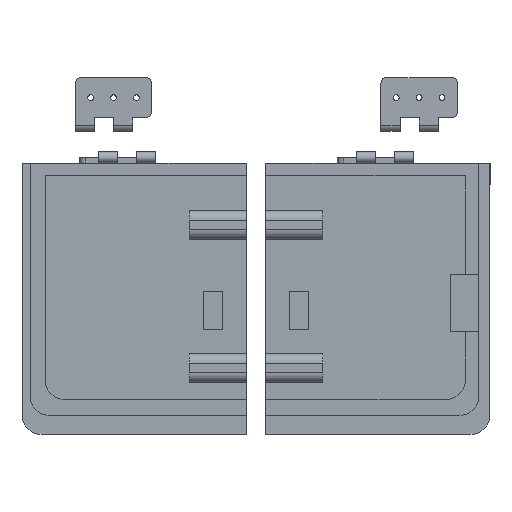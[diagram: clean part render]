
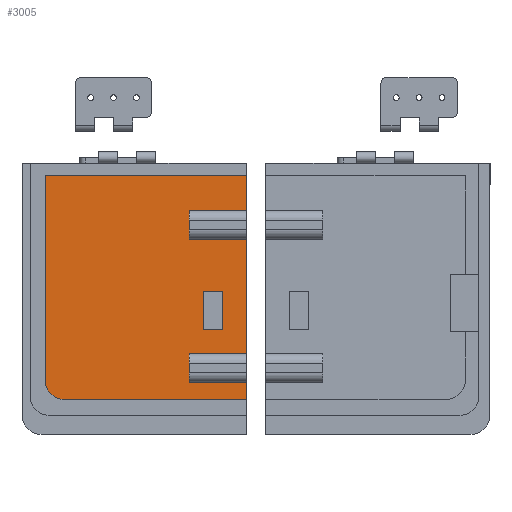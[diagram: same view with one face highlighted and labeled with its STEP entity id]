
A CAD part, top view. The second image highlights one B-rep face of the part: STEP entity #3005.
In plain terms, the highlighted face is planar.
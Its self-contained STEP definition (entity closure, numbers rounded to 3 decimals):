
#46=FACE_BOUND('',#433,.T.);
#134=PLANE('',#3269);
#264=FACE_OUTER_BOUND('',#432,.T.);
#432=EDGE_LOOP('',(#2521,#2522,#2523,#2524,#2525,#2526,#2527,#2528,#2529,
#2530,#2531,#2532,#2533));
#433=EDGE_LOOP('',(#2534,#2535,#2536,#2537));
#682=LINE('',#4763,#991);
#688=LINE('',#4781,#997);
#691=LINE('',#4788,#1000);
#701=LINE('',#4815,#1010);
#702=LINE('',#4817,#1011);
#703=LINE('',#4823,#1012);
#716=LINE('',#4857,#1025);
#719=LINE('',#4862,#1028);
#722=LINE('',#4883,#1031);
#727=LINE('',#4892,#1036);
#728=LINE('',#4894,#1037);
#729=LINE('',#4896,#1038);
#730=LINE('',#4898,#1039);
#731=LINE('',#4900,#1040);
#732=LINE('',#4901,#1041);
#733=LINE('',#4902,#1042);
#991=VECTOR('',#3843,10.);
#997=VECTOR('',#3859,10.);
#1000=VECTOR('',#3864,10.);
#1010=VECTOR('',#3890,10.);
#1011=VECTOR('',#3893,10.);
#1012=VECTOR('',#3898,10.);
#1025=VECTOR('',#3931,10.);
#1028=VECTOR('',#3936,10.);
#1031=VECTOR('',#3949,10.);
#1036=VECTOR('',#3958,10.);
#1037=VECTOR('',#3961,10.);
#1038=VECTOR('',#3964,10.);
#1039=VECTOR('',#3965,10.);
#1040=VECTOR('',#3966,10.);
#1041=VECTOR('',#3967,10.);
#1042=VECTOR('',#3968,10.);
#1199=CIRCLE('',#3258,10.);
#1417=VERTEX_POINT('',#4761);
#1418=VERTEX_POINT('',#4762);
#1424=VERTEX_POINT('',#4778);
#1426=VERTEX_POINT('',#4784);
#1428=VERTEX_POINT('',#4787);
#1436=VERTEX_POINT('',#4811);
#1437=VERTEX_POINT('',#4813);
#1439=VERTEX_POINT('',#4821);
#1440=VERTEX_POINT('',#4822);
#1449=VERTEX_POINT('',#4850);
#1450=VERTEX_POINT('',#4851);
#1451=VERTEX_POINT('',#4856);
#1452=VERTEX_POINT('',#4860);
#1456=VERTEX_POINT('',#4881);
#1458=VERTEX_POINT('',#4890);
#1459=VERTEX_POINT('',#4897);
#1460=VERTEX_POINT('',#4899);
#1780=EDGE_CURVE('',#1417,#1418,#682,.T.);
#1789=EDGE_CURVE('',#1424,#1417,#688,.T.);
#1792=EDGE_CURVE('',#1426,#1428,#691,.T.);
#1806=EDGE_CURVE('',#1437,#1436,#701,.T.);
#1807=EDGE_CURVE('',#1428,#1437,#702,.T.);
#1809=EDGE_CURVE('',#1439,#1440,#703,.T.);
#1823=EDGE_CURVE('',#1449,#1450,#1199,.T.);
#1826=EDGE_CURVE('',#1450,#1451,#716,.T.);
#1829=EDGE_CURVE('',#1451,#1452,#719,.T.);
#1835=EDGE_CURVE('',#1456,#1439,#722,.T.);
#1840=EDGE_CURVE('',#1440,#1458,#727,.T.);
#1841=EDGE_CURVE('',#1456,#1458,#728,.T.);
#1842=EDGE_CURVE('',#1452,#1426,#729,.T.);
#1843=EDGE_CURVE('',#1459,#1449,#730,.T.);
#1844=EDGE_CURVE('',#1460,#1459,#731,.T.);
#1845=EDGE_CURVE('',#1418,#1460,#732,.T.);
#1846=EDGE_CURVE('',#1436,#1424,#733,.T.);
#2521=ORIENTED_EDGE('',*,*,#1842,.F.);
#2522=ORIENTED_EDGE('',*,*,#1829,.F.);
#2523=ORIENTED_EDGE('',*,*,#1826,.F.);
#2524=ORIENTED_EDGE('',*,*,#1823,.F.);
#2525=ORIENTED_EDGE('',*,*,#1843,.F.);
#2526=ORIENTED_EDGE('',*,*,#1844,.F.);
#2527=ORIENTED_EDGE('',*,*,#1845,.F.);
#2528=ORIENTED_EDGE('',*,*,#1780,.F.);
#2529=ORIENTED_EDGE('',*,*,#1789,.F.);
#2530=ORIENTED_EDGE('',*,*,#1846,.F.);
#2531=ORIENTED_EDGE('',*,*,#1806,.F.);
#2532=ORIENTED_EDGE('',*,*,#1807,.F.);
#2533=ORIENTED_EDGE('',*,*,#1792,.F.);
#2534=ORIENTED_EDGE('',*,*,#1840,.F.);
#2535=ORIENTED_EDGE('',*,*,#1809,.F.);
#2536=ORIENTED_EDGE('',*,*,#1835,.F.);
#2537=ORIENTED_EDGE('',*,*,#1841,.T.);
#3005=ADVANCED_FACE('',(#264,#46),#134,.T.);
#3258=AXIS2_PLACEMENT_3D('',#4852,#3925,#3926);
#3269=AXIS2_PLACEMENT_3D('',#4895,#3962,#3963);
#3843=DIRECTION('',(0.,0.,-1.));
#3859=DIRECTION('',(0.,-1.,0.));
#3864=DIRECTION('',(0.,-1.,0.));
#3890=DIRECTION('',(0.,1.,0.));
#3893=DIRECTION('',(0.,0.,-1.));
#3898=DIRECTION('',(0.,0.,-1.));
#3925=DIRECTION('center_axis',(-1.,0.,0.));
#3926=DIRECTION('ref_axis',(0.,-1.,0.));
#3931=DIRECTION('',(0.,0.,1.));
#3936=DIRECTION('',(0.,1.,0.));
#3949=DIRECTION('',(0.,-1.,0.));
#3958=DIRECTION('',(0.,1.,0.));
#3961=DIRECTION('',(0.,0.,-1.));
#3962=DIRECTION('center_axis',(1.,0.,0.));
#3963=DIRECTION('ref_axis',(0.,1.,0.));
#3964=DIRECTION('',(0.,0.,-1.));
#3965=DIRECTION('',(0.,-1.,0.));
#3966=DIRECTION('',(0.,0.,-1.));
#3967=DIRECTION('',(0.,1.,0.));
#3968=DIRECTION('',(0.,0.,-1.));
#4761=CARTESIAN_POINT('',(-9.404,-9.589,-81.696));
#4762=CARTESIAN_POINT('',(-9.404,-9.589,-96.696));
#4763=CARTESIAN_POINT('',(-9.404,-9.589,-68.131));
#4778=CARTESIAN_POINT('',(-9.404,20.411,-81.696));
#4781=CARTESIAN_POINT('',(-9.404,20.211,-81.696));
#4784=CARTESIAN_POINT('',(-9.404,20.411,-6.696));
#4787=CARTESIAN_POINT('',(-9.404,-9.589,-6.696));
#4788=CARTESIAN_POINT('',(-9.404,20.211,-6.696));
#4811=CARTESIAN_POINT('',(-9.404,20.411,-21.696));
#4813=CARTESIAN_POINT('',(-9.404,-9.589,-21.696));
#4815=CARTESIAN_POINT('',(-9.404,20.211,-21.696));
#4817=CARTESIAN_POINT('',(-9.404,-9.589,-30.631));
#4821=CARTESIAN_POINT('',(-9.404,-2.089,-49.196));
#4822=CARTESIAN_POINT('',(-9.404,-2.089,-69.196));
#4823=CARTESIAN_POINT('',(-9.404,-2.089,-53.131));
#4850=CARTESIAN_POINT('',(-9.404,-74.988,-105.566));
#4851=CARTESIAN_POINT('',(-9.404,-84.988,-95.566));
#4852=CARTESIAN_POINT('Origin',(-9.404,-74.988,-95.566));
#4856=CARTESIAN_POINT('',(-9.404,-84.988,11.434));
#4857=CARTESIAN_POINT('',(-9.404,-84.988,-71.316));
#4860=CARTESIAN_POINT('',(-9.404,20.411,11.434));
#4862=CARTESIAN_POINT('',(-9.404,-32.488,11.434));
#4881=CARTESIAN_POINT('',(-9.404,7.911,-49.196));
#4883=CARTESIAN_POINT('',(-9.404,20.211,-49.196));
#4890=CARTESIAN_POINT('',(-9.404,7.911,-69.196));
#4892=CARTESIAN_POINT('',(-9.404,20.211,-69.196));
#4894=CARTESIAN_POINT('',(-9.404,7.911,-49.196));
#4895=CARTESIAN_POINT('Origin',(-9.404,20.012,-47.066));
#4896=CARTESIAN_POINT('',(-9.404,20.411,-49.959));
#4897=CARTESIAN_POINT('',(-9.404,20.411,-105.566));
#4898=CARTESIAN_POINT('',(-9.404,67.512,-105.566));
#4899=CARTESIAN_POINT('',(-9.404,20.411,-96.696));
#4900=CARTESIAN_POINT('',(-9.404,20.411,-49.959));
#4901=CARTESIAN_POINT('',(-9.404,20.211,-96.696));
#4902=CARTESIAN_POINT('',(-9.404,20.411,-49.959));
